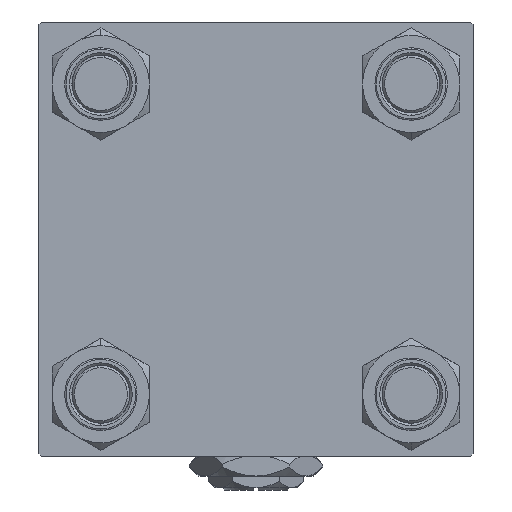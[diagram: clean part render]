
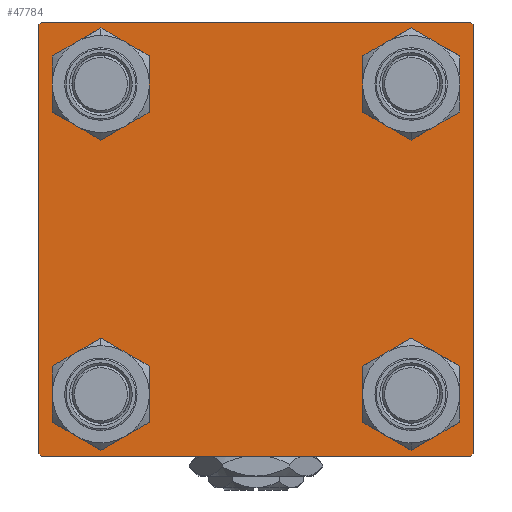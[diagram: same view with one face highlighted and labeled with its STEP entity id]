
A CAD part, left-side view. The second image highlights one B-rep face of the part: STEP entity #47784.
In plain terms, the highlighted planar face has unit normal (-1, 0, 0).
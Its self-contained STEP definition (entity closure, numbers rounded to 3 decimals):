
#319 = VERTEX_POINT ( 'NONE', #9340 ) ;
#520 = AXIS2_PLACEMENT_3D ( 'NONE', #29425, #9289, #40811 ) ;
#713 = EDGE_LOOP ( 'NONE', ( #11229, #44509 ) ) ;
#1788 = CARTESIAN_POINT ( 'NONE',  ( 0., 32.15, -25.65 ) ) ;
#2210 = EDGE_CURVE ( 'NONE', #43627, #6941, #28716, .T. ) ;
#3075 = AXIS2_PLACEMENT_3D ( 'NONE', #10458, #42726, #22621 ) ;
#3578 = AXIS2_PLACEMENT_3D ( 'NONE', #47221, #18904, #22093 ) ;
#3764 = CARTESIAN_POINT ( 'NONE',  ( 0., 32.15, 32.15 ) ) ;
#3925 = EDGE_CURVE ( 'NONE', #6941, #30058, #26360, .T. ) ;
#4272 = EDGE_CURVE ( 'NONE', #34297, #24429, #27860, .T. ) ;
#4449 = DIRECTION ( 'NONE',  ( 0., 0., 1. ) ) ;
#5733 = VECTOR ( 'NONE', #6334, 1000. ) ;
#6222 = CARTESIAN_POINT ( 'NONE',  ( 0., -44.75, -44.75 ) ) ;
#6334 = DIRECTION ( 'NONE',  ( 0., 0., -1. ) ) ;
#6635 = VECTOR ( 'NONE', #31505, 1000. ) ;
#6931 = CARTESIAN_POINT ( 'NONE',  ( 0., 44.75, 44.75 ) ) ;
#6941 = VERTEX_POINT ( 'NONE', #46050 ) ;
#6956 = DIRECTION ( 'NONE',  ( 1., 0., 0. ) ) ;
#7274 = CIRCLE ( 'NONE', #520, 6.5 ) ;
#7717 = DIRECTION ( 'NONE',  ( 0., 0.707, -0.707 ) ) ;
#7783 = VECTOR ( 'NONE', #35605, 1000. ) ;
#8153 = CARTESIAN_POINT ( 'NONE',  ( 0., 0., 0. ) ) ;
#8349 = CARTESIAN_POINT ( 'NONE',  ( 0., 45., 44.5 ) ) ;
#8420 = VERTEX_POINT ( 'NONE', #37561 ) ;
#8956 = ORIENTED_EDGE ( 'NONE', *, *, #3925, .T. ) ;
#9289 = DIRECTION ( 'NONE',  ( 1., 0., 0. ) ) ;
#9340 = CARTESIAN_POINT ( 'NONE',  ( 0., -32.15, -25.65 ) ) ;
#9533 = VERTEX_POINT ( 'NONE', #43864 ) ;
#9735 = ORIENTED_EDGE ( 'NONE', *, *, #21508, .T. ) ;
#10458 = CARTESIAN_POINT ( 'NONE',  ( 0., -32.15, 32.15 ) ) ;
#10776 = DIRECTION ( 'NONE',  ( 1., 0., 0. ) ) ;
#11207 = CARTESIAN_POINT ( 'NONE',  ( 0., 32.15, -32.15 ) ) ;
#11226 = EDGE_CURVE ( 'NONE', #44419, #8420, #35232, .T. ) ;
#11229 = ORIENTED_EDGE ( 'NONE', *, *, #11226, .T. ) ;
#12561 = CARTESIAN_POINT ( 'NONE',  ( 0., -32.15, -38.65 ) ) ;
#13565 = VECTOR ( 'NONE', #26461, 1000. ) ;
#14784 = CARTESIAN_POINT ( 'NONE',  ( 0., -45., -44.5 ) ) ;
#15255 = CARTESIAN_POINT ( 'NONE',  ( 0., 44.75, -44.75 ) ) ;
#15864 = DIRECTION ( 'NONE',  ( -1., 0., 0. ) ) ;
#16031 = ORIENTED_EDGE ( 'NONE', *, *, #46179, .T. ) ;
#16126 = FACE_BOUND ( 'NONE', #37673, .T. ) ;
#16472 = VERTEX_POINT ( 'NONE', #12561 ) ;
#16769 = DIRECTION ( 'NONE',  ( 1., 0., 0. ) ) ;
#16875 = DIRECTION ( 'NONE',  ( 0., 0., 1. ) ) ;
#17339 = CIRCLE ( 'NONE', #39315, 6.5 ) ;
#17499 = CARTESIAN_POINT ( 'NONE',  ( 0., 45., 45. ) ) ;
#17664 = EDGE_LOOP ( 'NONE', ( #43266, #20067 ) ) ;
#18164 = EDGE_CURVE ( 'NONE', #27976, #50442, #45436, .T. ) ;
#18904 = DIRECTION ( 'NONE',  ( 1., 0., 0. ) ) ;
#19220 = EDGE_CURVE ( 'NONE', #9533, #30058, #38395, .T. ) ;
#19529 = EDGE_CURVE ( 'NONE', #34297, #52075, #24919, .T. ) ;
#19674 = DIRECTION ( 'NONE',  ( 0., 0., 1. ) ) ;
#20067 = ORIENTED_EDGE ( 'NONE', *, *, #49299, .T. ) ;
#20090 = FACE_BOUND ( 'NONE', #41621, .T. ) ;
#20355 = ORIENTED_EDGE ( 'NONE', *, *, #4272, .T. ) ;
#20501 = CARTESIAN_POINT ( 'NONE',  ( 0., 45., -44.5 ) ) ;
#21427 = CARTESIAN_POINT ( 'NONE',  ( 0., 32.15, -38.65 ) ) ;
#21508 = EDGE_CURVE ( 'NONE', #9533, #52075, #43657, .T. ) ;
#21553 = VERTEX_POINT ( 'NONE', #32035 ) ;
#21644 = ORIENTED_EDGE ( 'NONE', *, *, #24981, .T. ) ;
#22093 = DIRECTION ( 'NONE',  ( 0., 0., 1. ) ) ;
#22379 = DIRECTION ( 'NONE',  ( 0., -0.707, 0.707 ) ) ;
#22598 = AXIS2_PLACEMENT_3D ( 'NONE', #34865, #10776, #26918 ) ;
#22621 = DIRECTION ( 'NONE',  ( 0., 0., 1. ) ) ;
#22913 = AXIS2_PLACEMENT_3D ( 'NONE', #49669, #44909, #16875 ) ;
#23161 = CARTESIAN_POINT ( 'NONE',  ( 0., 44.5, 45. ) ) ;
#23833 = AXIS2_PLACEMENT_3D ( 'NONE', #49319, #29200, #45336 ) ;
#24429 = VERTEX_POINT ( 'NONE', #8349 ) ;
#24601 = ORIENTED_EDGE ( 'NONE', *, *, #19529, .F. ) ;
#24919 = LINE ( 'NONE', #17499, #38743 ) ;
#24981 = EDGE_CURVE ( 'NONE', #38630, #21553, #46654, .T. ) ;
#25066 = ORIENTED_EDGE ( 'NONE', *, *, #18164, .T. ) ;
#26217 = CARTESIAN_POINT ( 'NONE',  ( 0., -45., 45. ) ) ;
#26360 = LINE ( 'NONE', #6222, #35807 ) ;
#26432 = CIRCLE ( 'NONE', #3578, 6.5 ) ;
#26461 = DIRECTION ( 'NONE',  ( 0., -0.707, -0.707 ) ) ;
#26655 = AXIS2_PLACEMENT_3D ( 'NONE', #8153, #15864, #4449 ) ;
#26918 = DIRECTION ( 'NONE',  ( 0., 0., 1. ) ) ;
#27860 = LINE ( 'NONE', #6931, #50997 ) ;
#27976 = VERTEX_POINT ( 'NONE', #21427 ) ;
#28292 = VERTEX_POINT ( 'NONE', #20501 ) ;
#28555 = FACE_BOUND ( 'NONE', #17664, .T. ) ;
#28716 = LINE ( 'NONE', #31899, #7783 ) ;
#29200 = DIRECTION ( 'NONE',  ( 1., 0., 0. ) ) ;
#29425 = CARTESIAN_POINT ( 'NONE',  ( 0., -32.15, -32.15 ) ) ;
#30058 = VERTEX_POINT ( 'NONE', #14784 ) ;
#31481 = EDGE_CURVE ( 'NONE', #28292, #43627, #35637, .T. ) ;
#31505 = DIRECTION ( 'NONE',  ( 0., 0.707, 0.707 ) ) ;
#31899 = CARTESIAN_POINT ( 'NONE',  ( 0., 45., -45. ) ) ;
#32035 = CARTESIAN_POINT ( 'NONE',  ( 0., -32.15, 38.65 ) ) ;
#32075 = DIRECTION ( 'NONE',  ( 0., 0., -1. ) ) ;
#32229 = CIRCLE ( 'NONE', #22913, 6.5 ) ;
#32269 = PLANE ( 'NONE',  #26655 ) ;
#32656 = CARTESIAN_POINT ( 'NONE',  ( 0., -32.15, 25.65 ) ) ;
#34193 = EDGE_CURVE ( 'NONE', #319, #16472, #32229, .T. ) ;
#34297 = VERTEX_POINT ( 'NONE', #23161 ) ;
#34865 = CARTESIAN_POINT ( 'NONE',  ( 0., 32.15, -32.15 ) ) ;
#35232 = CIRCLE ( 'NONE', #52135, 6.5 ) ;
#35605 = DIRECTION ( 'NONE',  ( 0., -1., 0. ) ) ;
#35637 = LINE ( 'NONE', #15255, #13565 ) ;
#35807 = VECTOR ( 'NONE', #22379, 1000. ) ;
#37064 = ORIENTED_EDGE ( 'NONE', *, *, #43222, .T. ) ;
#37561 = CARTESIAN_POINT ( 'NONE',  ( 0., 32.15, 25.65 ) ) ;
#37673 = EDGE_LOOP ( 'NONE', ( #16031, #25066 ) ) ;
#38129 = EDGE_LOOP ( 'NONE', ( #37064, #48148, #48886, #8956, #49403, #9735, #24601, #20355 ) ) ;
#38395 = LINE ( 'NONE', #26217, #5733 ) ;
#38630 = VERTEX_POINT ( 'NONE', #32656 ) ;
#38743 = VECTOR ( 'NONE', #49006, 1000. ) ;
#39201 = VECTOR ( 'NONE', #32075, 1000. ) ;
#39315 = AXIS2_PLACEMENT_3D ( 'NONE', #11207, #6956, #19674 ) ;
#39485 = CARTESIAN_POINT ( 'NONE',  ( 0., 45., 45. ) ) ;
#40811 = DIRECTION ( 'NONE',  ( 0., 0., 1. ) ) ;
#41621 = EDGE_LOOP ( 'NONE', ( #46666, #21644 ) ) ;
#41898 = CARTESIAN_POINT ( 'NONE',  ( 0., -44.75, 44.75 ) ) ;
#41926 = EDGE_CURVE ( 'NONE', #8420, #44419, #26432, .T. ) ;
#42726 = DIRECTION ( 'NONE',  ( 1., 0., 0. ) ) ;
#43222 = EDGE_CURVE ( 'NONE', #24429, #28292, #43700, .T. ) ;
#43266 = ORIENTED_EDGE ( 'NONE', *, *, #34193, .T. ) ;
#43627 = VERTEX_POINT ( 'NONE', #43907 ) ;
#43657 = LINE ( 'NONE', #41898, #6635 ) ;
#43700 = LINE ( 'NONE', #39485, #39201 ) ;
#43864 = CARTESIAN_POINT ( 'NONE',  ( 0., -45., 44.5 ) ) ;
#43907 = CARTESIAN_POINT ( 'NONE',  ( 0., 44.5, -45. ) ) ;
#44419 = VERTEX_POINT ( 'NONE', #50313 ) ;
#44509 = ORIENTED_EDGE ( 'NONE', *, *, #41926, .T. ) ;
#44909 = DIRECTION ( 'NONE',  ( 1., 0., 0. ) ) ;
#45072 = DIRECTION ( 'NONE',  ( 0., 0., 1. ) ) ;
#45336 = DIRECTION ( 'NONE',  ( 0., 0., 1. ) ) ;
#45436 = CIRCLE ( 'NONE', #22598, 6.5 ) ;
#46050 = CARTESIAN_POINT ( 'NONE',  ( 0., -44.5, -45. ) ) ;
#46179 = EDGE_CURVE ( 'NONE', #50442, #27976, #17339, .T. ) ;
#46654 = CIRCLE ( 'NONE', #23833, 6.5 ) ;
#46666 = ORIENTED_EDGE ( 'NONE', *, *, #50651, .T. ) ;
#47221 = CARTESIAN_POINT ( 'NONE',  ( 0., 32.15, 32.15 ) ) ;
#47784 = ADVANCED_FACE ( 'NONE', ( #20090, #28555, #16126, #52124, #52391 ), #32269, .T. ) ;
#48148 = ORIENTED_EDGE ( 'NONE', *, *, #31481, .T. ) ;
#48233 = CARTESIAN_POINT ( 'NONE',  ( 0., -44.5, 45. ) ) ;
#48886 = ORIENTED_EDGE ( 'NONE', *, *, #2210, .T. ) ;
#49006 = DIRECTION ( 'NONE',  ( 0., -1., 0. ) ) ;
#49299 = EDGE_CURVE ( 'NONE', #16472, #319, #7274, .T. ) ;
#49319 = CARTESIAN_POINT ( 'NONE',  ( 0., -32.15, 32.15 ) ) ;
#49403 = ORIENTED_EDGE ( 'NONE', *, *, #19220, .F. ) ;
#49669 = CARTESIAN_POINT ( 'NONE',  ( 0., -32.15, -32.15 ) ) ;
#50313 = CARTESIAN_POINT ( 'NONE',  ( 0., 32.15, 38.65 ) ) ;
#50442 = VERTEX_POINT ( 'NONE', #1788 ) ;
#50651 = EDGE_CURVE ( 'NONE', #21553, #38630, #51283, .T. ) ;
#50997 = VECTOR ( 'NONE', #7717, 1000. ) ;
#51283 = CIRCLE ( 'NONE', #3075, 6.5 ) ;
#52075 = VERTEX_POINT ( 'NONE', #48233 ) ;
#52124 = FACE_BOUND ( 'NONE', #713, .T. ) ;
#52135 = AXIS2_PLACEMENT_3D ( 'NONE', #3764, #16769, #45072 ) ;
#52391 = FACE_OUTER_BOUND ( 'NONE', #38129, .T. ) ;
